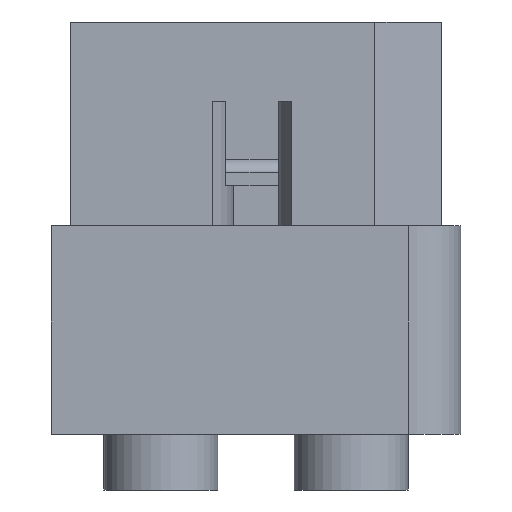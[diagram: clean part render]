
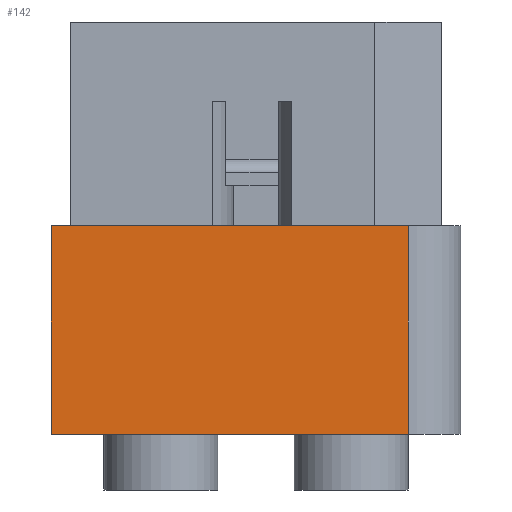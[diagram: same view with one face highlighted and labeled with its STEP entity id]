
A CAD part, left-side view. The second image highlights one B-rep face of the part: STEP entity #142.
In plain terms, the highlighted planar face has unit normal (-1, 0, 0).
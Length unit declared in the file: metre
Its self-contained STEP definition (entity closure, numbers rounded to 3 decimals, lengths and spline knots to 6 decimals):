
#142 = ADVANCED_FACE( 'NONE', ( #312 ), #313, .T. );
#312 = FACE_OUTER_BOUND( '', #501, .T. );
#313 = PLANE( '', #502 );
#501 = EDGE_LOOP( '', ( #812, #813, #814, #815 ) );
#502 = AXIS2_PLACEMENT_3D( '', #816, #817, #818 );
#812 = ORIENTED_EDGE( '', *, *, #1107, .T. );
#813 = ORIENTED_EDGE( '', *, *, #1055, .F. );
#814 = ORIENTED_EDGE( '', *, *, #1108, .T. );
#815 = ORIENTED_EDGE( '', *, *, #1109, .T. );
#816 = CARTESIAN_POINT( '', ( -0.004, -0.00775, 0.0079 ) );
#817 = DIRECTION( '', ( -1., 0., 0. ) );
#818 = DIRECTION( '', ( 0., 0., -1. ) );
#1055 = EDGE_CURVE( '', #1259, #1260, #1261, .T. );
#1107 = EDGE_CURVE( 'NONE', #1336, #1260, #1337, .T. );
#1108 = EDGE_CURVE( 'NONE', #1259, #1338, #1339, .T. );
#1109 = EDGE_CURVE( 'NONE', #1338, #1336, #1340, .T. );
#1259 = VERTEX_POINT( '', #1535 );
#1260 = VERTEX_POINT( '', #1536 );
#1261 = LINE( '', #1537, #1538 );
#1336 = VERTEX_POINT( 'NONE', #1636 );
#1337 = LINE( '', #1637, #1638 );
#1338 = VERTEX_POINT( 'NONE', #1639 );
#1339 = LINE( '', #1640, #1641 );
#1340 = LINE( '', #1642, #1643 );
#1535 = CARTESIAN_POINT( '', ( -0.004, -0.00575, 0. ) );
#1536 = CARTESIAN_POINT( '', ( -0.004, 0.00775, 0. ) );
#1537 = CARTESIAN_POINT( '', ( -0.004, -0.00775, 0. ) );
#1538 = VECTOR( '', #1776, 1. );
#1636 = CARTESIAN_POINT( '', ( -0.004, 0.00775, 0.0079 ) );
#1637 = CARTESIAN_POINT( '', ( -0.004, 0.00775, 0.0079 ) );
#1638 = VECTOR( '', #1833, 1. );
#1639 = CARTESIAN_POINT( '', ( -0.004, -0.00575, 0.0079 ) );
#1640 = CARTESIAN_POINT( '', ( -0.004, -0.00575, 0.0079 ) );
#1641 = VECTOR( '', #1834, 1. );
#1642 = CARTESIAN_POINT( '', ( -0.004, 0.007, 0.0079 ) );
#1643 = VECTOR( '', #1835, 1. );
#1776 = DIRECTION( '', ( 0., 1., 0. ) );
#1833 = DIRECTION( '', ( 0., 0., -1. ) );
#1834 = DIRECTION( '', ( 0., 0., 1. ) );
#1835 = DIRECTION( '', ( 0., 1., 0. ) );
